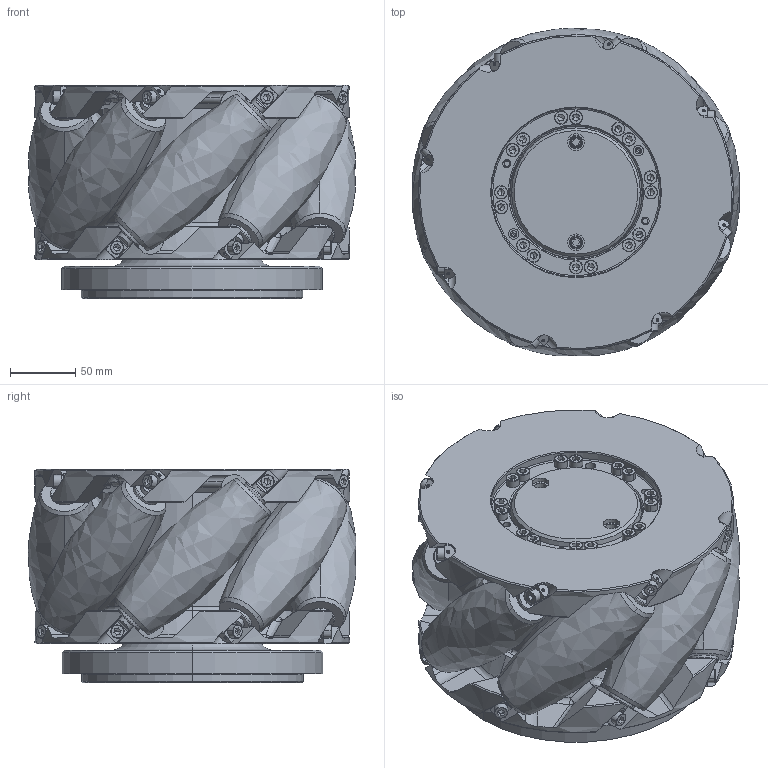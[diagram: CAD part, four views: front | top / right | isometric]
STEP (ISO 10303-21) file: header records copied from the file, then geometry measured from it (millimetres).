
FILE_DESCRIPTION (( 'STEP AP203' ), '1' );
FILE_NAME ('RVW-10PGRB-35-0RAC(X15MG040B0)_Reference-Confidential-CIT1-PDNA.STEP', '2025-01-21T11:03:00', ( '' ), ( '' ), 'SwSTEP 2.0', 'SolidWorks 2023', '' );
FILE_SCHEMA (( 'CONFIG_CONTROL_DESIGN' ));
Products named in the file (1): RVW-10PGRB-35-0RAC(X15MG040B0)_Reference-Confidential-CIT1-PDNA
Bounding box: 250.93 x 251.64 x 164 mm (x, y, z)
Volume: 5452411.3 mm3; surface area: 542419.1 mm2
Topology: 1 solids, 1 shells, 2178 faces, 5368 edges, 3163 vertices
Faces by surface type: plane 907, cone 505, cylinder 470, torus 146, bspline 120, sphere 30
Entity records: 67660 total; most frequent: CARTESIAN_POINT 17411, DIRECTION 10695, ORIENTED_EDGE 10440, EDGE_CURVE 5220, AXIS2_PLACEMENT_3D 4099, VERTEX_POINT 3163, LINE 2497, VECTOR 2497
